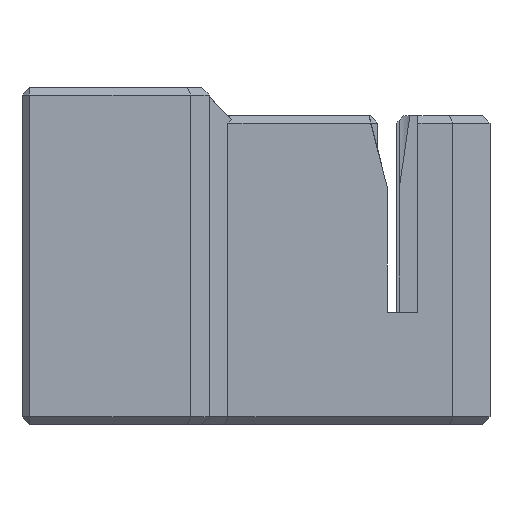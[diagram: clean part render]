
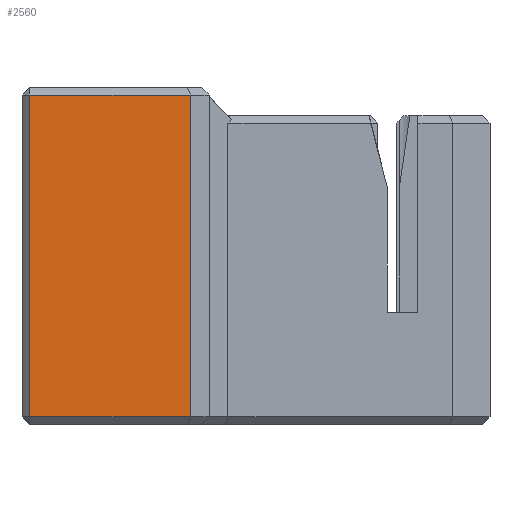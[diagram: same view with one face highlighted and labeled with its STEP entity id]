
A CAD part, left-side view. The second image highlights one B-rep face of the part: STEP entity #2560.
In plain terms, the highlighted planar face has unit normal (-1, 0, 0).
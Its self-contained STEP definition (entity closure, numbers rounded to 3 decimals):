
#270 = PLANE('',#271);
#271 = AXIS2_PLACEMENT_3D('',#272,#273,#274);
#272 = CARTESIAN_POINT('',(-24.8,-0.2,0.));
#273 = DIRECTION('',(0.707,-0.707,0.));
#274 = DIRECTION('',(0.,0.,1.));
#1076 = VERTEX_POINT('',#1077);
#1077 = CARTESIAN_POINT('',(-25.,-0.4,0.4));
#1100 = VERTEX_POINT('',#1101);
#1101 = CARTESIAN_POINT('',(-25.,-0.4,17.6));
#1122 = EDGE_CURVE('',#1076,#1100,#1123,.T.);
#1123 = SURFACE_CURVE('',#1124,(#1128,#1135),.PCURVE_S1.);
#1124 = LINE('',#1125,#1126);
#1125 = CARTESIAN_POINT('',(-25.,-0.4,0.));
#1126 = VECTOR('',#1127,1.);
#1127 = DIRECTION('',(0.,0.,1.));
#1128 = PCURVE('',#270,#1129);
#1129 = DEFINITIONAL_REPRESENTATION('',(#1130),#1134);
#1130 = LINE('',#1131,#1132);
#1131 = CARTESIAN_POINT('',(0.,0.283));
#1132 = VECTOR('',#1133,1.);
#1133 = DIRECTION('',(1.,0.));
#1134 = ( GEOMETRIC_REPRESENTATION_CONTEXT(2) 
PARAMETRIC_REPRESENTATION_CONTEXT() REPRESENTATION_CONTEXT('2D SPACE',''
  ) );
#1135 = PCURVE('',#1136,#1141);
#1136 = PLANE('',#1137);
#1137 = AXIS2_PLACEMENT_3D('',#1138,#1139,#1140);
#1138 = CARTESIAN_POINT('',(-25.,-10.,0.));
#1139 = DIRECTION('',(1.,0.,0.));
#1140 = DIRECTION('',(0.,0.,1.));
#1141 = DEFINITIONAL_REPRESENTATION('',(#1142),#1146);
#1142 = LINE('',#1143,#1144);
#1143 = CARTESIAN_POINT('',(0.,-9.6));
#1144 = VECTOR('',#1145,1.);
#1145 = DIRECTION('',(1.,0.));
#1146 = ( GEOMETRIC_REPRESENTATION_CONTEXT(2) 
PARAMETRIC_REPRESENTATION_CONTEXT() REPRESENTATION_CONTEXT('2D SPACE',''
  ) );
#1859 = PLANE('',#1860);
#1860 = AXIS2_PLACEMENT_3D('',#1861,#1862,#1863);
#1861 = CARTESIAN_POINT('',(-24.8,-9.,0.2));
#1862 = DIRECTION('',(0.707,0.,0.707));
#1863 = DIRECTION('',(0.,-1.,0.));
#2246 = PLANE('',#2247);
#2247 = AXIS2_PLACEMENT_3D('',#2248,#2249,#2250);
#2248 = CARTESIAN_POINT('',(-24.8,-9.,17.8));
#2249 = DIRECTION('',(0.707,0.,-0.707));
#2250 = DIRECTION('',(0.,1.,0.));
#2560 = ADVANCED_FACE('',(#2561),#1136,.F.);
#2561 = FACE_BOUND('',#2562,.F.);
#2562 = EDGE_LOOP('',(#2563,#2593,#2614,#2615));
#2563 = ORIENTED_EDGE('',*,*,#2564,.F.);
#2564 = EDGE_CURVE('',#2565,#2567,#2569,.T.);
#2565 = VERTEX_POINT('',#2566);
#2566 = CARTESIAN_POINT('',(-25.,-9.,0.4));
#2567 = VERTEX_POINT('',#2568);
#2568 = CARTESIAN_POINT('',(-25.,-9.,17.6));
#2569 = SURFACE_CURVE('',#2570,(#2574,#2581),.PCURVE_S1.);
#2570 = LINE('',#2571,#2572);
#2571 = CARTESIAN_POINT('',(-25.,-9.,0.));
#2572 = VECTOR('',#2573,1.);
#2573 = DIRECTION('',(0.,0.,1.));
#2574 = PCURVE('',#1136,#2575);
#2575 = DEFINITIONAL_REPRESENTATION('',(#2576),#2580);
#2576 = LINE('',#2577,#2578);
#2577 = CARTESIAN_POINT('',(0.,-1.));
#2578 = VECTOR('',#2579,1.);
#2579 = DIRECTION('',(1.,0.));
#2580 = ( GEOMETRIC_REPRESENTATION_CONTEXT(2) 
PARAMETRIC_REPRESENTATION_CONTEXT() REPRESENTATION_CONTEXT('2D SPACE',''
  ) );
#2581 = PCURVE('',#2582,#2587);
#2582 = PLANE('',#2583);
#2583 = AXIS2_PLACEMENT_3D('',#2584,#2585,#2586);
#2584 = CARTESIAN_POINT('',(-24.5,-9.5,0.));
#2585 = DIRECTION('',(-0.707,-0.707,0.));
#2586 = DIRECTION('',(0.,0.,1.));
#2587 = DEFINITIONAL_REPRESENTATION('',(#2588),#2592);
#2588 = LINE('',#2589,#2590);
#2589 = CARTESIAN_POINT('',(0.,0.707));
#2590 = VECTOR('',#2591,1.);
#2591 = DIRECTION('',(1.,0.));
#2592 = ( GEOMETRIC_REPRESENTATION_CONTEXT(2) 
PARAMETRIC_REPRESENTATION_CONTEXT() REPRESENTATION_CONTEXT('2D SPACE',''
  ) );
#2593 = ORIENTED_EDGE('',*,*,#2594,.T.);
#2594 = EDGE_CURVE('',#2565,#1076,#2595,.T.);
#2595 = SURFACE_CURVE('',#2596,(#2600,#2607),.PCURVE_S1.);
#2596 = LINE('',#2597,#2598);
#2597 = CARTESIAN_POINT('',(-25.,-9.,0.4));
#2598 = VECTOR('',#2599,1.);
#2599 = DIRECTION('',(0.,1.,0.));
#2600 = PCURVE('',#1136,#2601);
#2601 = DEFINITIONAL_REPRESENTATION('',(#2602),#2606);
#2602 = LINE('',#2603,#2604);
#2603 = CARTESIAN_POINT('',(0.4,-1.));
#2604 = VECTOR('',#2605,1.);
#2605 = DIRECTION('',(0.,-1.));
#2606 = ( GEOMETRIC_REPRESENTATION_CONTEXT(2) 
PARAMETRIC_REPRESENTATION_CONTEXT() REPRESENTATION_CONTEXT('2D SPACE',''
  ) );
#2607 = PCURVE('',#1859,#2608);
#2608 = DEFINITIONAL_REPRESENTATION('',(#2609),#2613);
#2609 = LINE('',#2610,#2611);
#2610 = CARTESIAN_POINT('',(-0.,-0.283));
#2611 = VECTOR('',#2612,1.);
#2612 = DIRECTION('',(-1.,0.));
#2613 = ( GEOMETRIC_REPRESENTATION_CONTEXT(2) 
PARAMETRIC_REPRESENTATION_CONTEXT() REPRESENTATION_CONTEXT('2D SPACE',''
  ) );
#2614 = ORIENTED_EDGE('',*,*,#1122,.T.);
#2615 = ORIENTED_EDGE('',*,*,#2616,.F.);
#2616 = EDGE_CURVE('',#2567,#1100,#2617,.T.);
#2617 = SURFACE_CURVE('',#2618,(#2622,#2629),.PCURVE_S1.);
#2618 = LINE('',#2619,#2620);
#2619 = CARTESIAN_POINT('',(-25.,-9.,17.6));
#2620 = VECTOR('',#2621,1.);
#2621 = DIRECTION('',(0.,1.,0.));
#2622 = PCURVE('',#1136,#2623);
#2623 = DEFINITIONAL_REPRESENTATION('',(#2624),#2628);
#2624 = LINE('',#2625,#2626);
#2625 = CARTESIAN_POINT('',(17.6,-1.));
#2626 = VECTOR('',#2627,1.);
#2627 = DIRECTION('',(0.,-1.));
#2628 = ( GEOMETRIC_REPRESENTATION_CONTEXT(2) 
PARAMETRIC_REPRESENTATION_CONTEXT() REPRESENTATION_CONTEXT('2D SPACE',''
  ) );
#2629 = PCURVE('',#2246,#2630);
#2630 = DEFINITIONAL_REPRESENTATION('',(#2631),#2635);
#2631 = LINE('',#2632,#2633);
#2632 = CARTESIAN_POINT('',(0.,-0.283));
#2633 = VECTOR('',#2634,1.);
#2634 = DIRECTION('',(1.,0.));
#2635 = ( GEOMETRIC_REPRESENTATION_CONTEXT(2) 
PARAMETRIC_REPRESENTATION_CONTEXT() REPRESENTATION_CONTEXT('2D SPACE',''
  ) );
